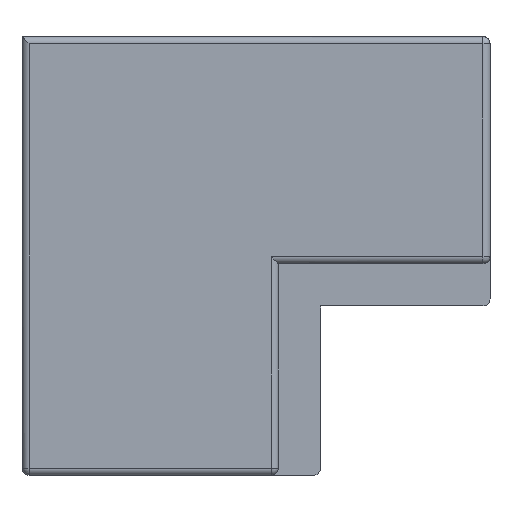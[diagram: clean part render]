
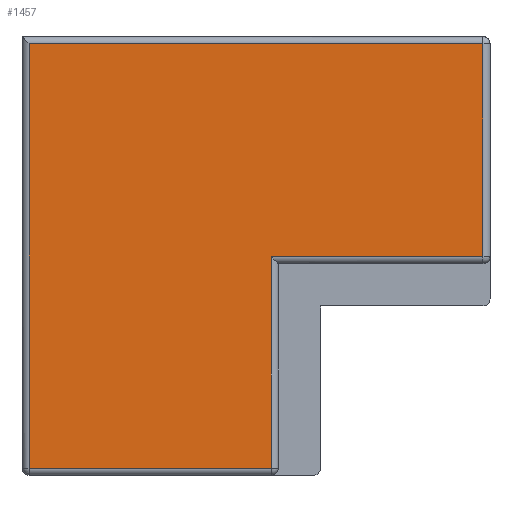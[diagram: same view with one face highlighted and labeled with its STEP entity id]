
A CAD part, front view. The second image highlights one B-rep face of the part: STEP entity #1457.
In plain terms, the highlighted planar face has unit normal (0, -1, 0).
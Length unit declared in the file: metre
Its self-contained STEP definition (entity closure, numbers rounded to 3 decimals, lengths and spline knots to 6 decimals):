
#205=LINE('',#2401,#354);
#206=LINE('',#2404,#355);
#207=LINE('',#2406,#356);
#208=LINE('',#2408,#357);
#209=LINE('',#2410,#358);
#210=LINE('',#2412,#359);
#354=VECTOR('',#1923,1.);
#355=VECTOR('',#1924,1.);
#356=VECTOR('',#1925,1.);
#357=VECTOR('',#1926,1.);
#358=VECTOR('',#1927,1.);
#359=VECTOR('',#1928,1.);
#626=ORIENTED_EDGE('',*,*,#942,.T.);
#627=ORIENTED_EDGE('',*,*,#943,.T.);
#628=ORIENTED_EDGE('',*,*,#944,.T.);
#629=ORIENTED_EDGE('',*,*,#945,.T.);
#630=ORIENTED_EDGE('',*,*,#946,.T.);
#631=ORIENTED_EDGE('',*,*,#947,.T.);
#942=EDGE_CURVE('',#1109,#1110,#205,.F.);
#943=EDGE_CURVE('',#1110,#1111,#206,.T.);
#944=EDGE_CURVE('',#1111,#1112,#207,.T.);
#945=EDGE_CURVE('',#1112,#1113,#208,.F.);
#946=EDGE_CURVE('',#1113,#1114,#209,.T.);
#947=EDGE_CURVE('',#1114,#1109,#210,.F.);
#1109=VERTEX_POINT('',#2402);
#1110=VERTEX_POINT('',#2403);
#1111=VERTEX_POINT('',#2405);
#1112=VERTEX_POINT('',#2407);
#1113=VERTEX_POINT('',#2409);
#1114=VERTEX_POINT('',#2411);
#1230=EDGE_LOOP('',(#626,#627,#628,#629,#630,#631));
#1331=FACE_BOUND('',#1230,.T.);
#1411=PLANE('',#1574);
#1457=ADVANCED_FACE('',(#1331),#1411,.T.);
#1574=AXIS2_PLACEMENT_3D('',#2400,#1921,#1922);
#1921=DIRECTION('',(0.,-1.,0.));
#1922=DIRECTION('',(1.,0.,0.));
#1923=DIRECTION('',(1.,0.,0.));
#1924=DIRECTION('',(0.,0.,-1.));
#1925=DIRECTION('',(1.,0.,0.));
#1926=DIRECTION('',(0.,0.,-1.));
#1927=DIRECTION('',(1.,0.,0.));
#1928=DIRECTION('',(0.,0.,-1.));
#2400=CARTESIAN_POINT('',(-0.146306,-0.16995,-0.027216));
#2401=CARTESIAN_POINT('',(-0.146306,-0.16995,0.002868));
#2402=CARTESIAN_POINT('',(-0.11415,-0.16995,0.002868));
#2403=CARTESIAN_POINT('',(-0.178461,-0.16995,0.002868));
#2404=CARTESIAN_POINT('',(-0.178461,-0.16995,-0.0583));
#2405=CARTESIAN_POINT('',(-0.178461,-0.16995,-0.0573));
#2406=CARTESIAN_POINT('',(-0.14315,-0.16995,-0.0573));
#2407=CARTESIAN_POINT('',(-0.14415,-0.16995,-0.0573));
#2408=CARTESIAN_POINT('',(-0.14415,-0.16995,-0.027216));
#2409=CARTESIAN_POINT('',(-0.14415,-0.16995,-0.0273));
#2410=CARTESIAN_POINT('',(-0.11315,-0.16995,-0.0273));
#2411=CARTESIAN_POINT('',(-0.11415,-0.16995,-0.0273));
#2412=CARTESIAN_POINT('',(-0.11415,-0.16995,-0.027216));
